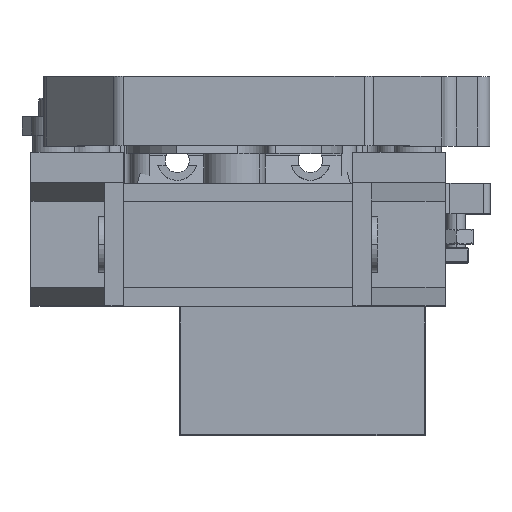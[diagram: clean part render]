
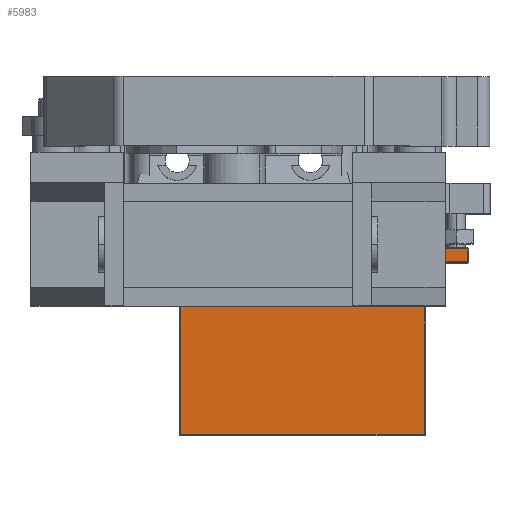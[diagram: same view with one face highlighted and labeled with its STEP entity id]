
A CAD part, top view. The second image highlights one B-rep face of the part: STEP entity #5983.
In plain terms, the highlighted face is planar.
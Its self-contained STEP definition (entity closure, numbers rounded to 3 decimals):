
#185 = DIRECTION ( 'NONE',  ( 0., -1., 0. ) ) ;
#406 = EDGE_CURVE ( 'NONE', #28529, #23589, #20381, .T. ) ;
#579 = VERTEX_POINT ( 'NONE', #30570 ) ;
#640 = VERTEX_POINT ( 'NONE', #29267 ) ;
#812 = VERTEX_POINT ( 'NONE', #1370 ) ;
#983 = CARTESIAN_POINT ( 'NONE',  ( -10., -35.8, -9. ) ) ;
#1164 = DIRECTION ( 'NONE',  ( 0., 0., -1. ) ) ;
#1370 = CARTESIAN_POINT ( 'NONE',  ( 19.8, -5.7, -9. ) ) ;
#1702 = CARTESIAN_POINT ( 'NONE',  ( 26.8, -2.75, -9. ) ) ;
#2001 = DIRECTION ( 'NONE',  ( 0., 1., 0. ) ) ;
#2678 = ORIENTED_EDGE ( 'NONE', *, *, #14715, .F. ) ;
#2699 = LINE ( 'NONE', #27239, #11754 ) ;
#2895 = CARTESIAN_POINT ( 'NONE',  ( 19.8, -35.8, -9. ) ) ;
#3132 = DIRECTION ( 'NONE',  ( 0., -1., 0. ) ) ;
#3170 = DIRECTION ( 'NONE',  ( 1., 0., 0. ) ) ;
#3295 = CARTESIAN_POINT ( 'NONE',  ( -19.8, 0., -9. ) ) ;
#3445 = CARTESIAN_POINT ( 'NONE',  ( -26.8, -2.75, -9. ) ) ;
#3947 = DIRECTION ( 'NONE',  ( -1., 0., 0. ) ) ;
#4818 = CARTESIAN_POINT ( 'NONE',  ( 1.75, -7.8, -9. ) ) ;
#5339 = ORIENTED_EDGE ( 'NONE', *, *, #406, .F. ) ;
#5721 = DIRECTION ( 'NONE',  ( -1., 0., 0. ) ) ;
#5983 = ADVANCED_FACE ( 'NONE', ( #20751 ), #25539, .T. ) ;
#6018 = LINE ( 'NONE', #8262, #19130 ) ;
#6235 = ORIENTED_EDGE ( 'NONE', *, *, #27208, .F. ) ;
#6944 = DIRECTION ( 'NONE',  ( 0., 1., 0. ) ) ;
#7271 = CARTESIAN_POINT ( 'NONE',  ( -19.8, -5.7, -9. ) ) ;
#7355 = LINE ( 'NONE', #4818, #8277 ) ;
#7782 = VECTOR ( 'NONE', #6944, 1000. ) ;
#8102 = LINE ( 'NONE', #20209, #19156 ) ;
#8157 = VECTOR ( 'NONE', #3132, 1000. ) ;
#8262 = CARTESIAN_POINT ( 'NONE',  ( -10., -0.2, -9. ) ) ;
#8277 = VECTOR ( 'NONE', #23943, 1000. ) ;
#8365 = ORIENTED_EDGE ( 'NONE', *, *, #19713, .F. ) ;
#8450 = DIRECTION ( 'NONE',  ( 1., 0., 0. ) ) ;
#9110 = CARTESIAN_POINT ( 'NONE',  ( -20., 0., -9. ) ) ;
#10023 = CARTESIAN_POINT ( 'NONE',  ( -26.8, -5.7, -9. ) ) ;
#11262 = CARTESIAN_POINT ( 'NONE',  ( 19.8, 0., -9. ) ) ;
#11741 = VERTEX_POINT ( 'NONE', #12925 ) ;
#11754 = VECTOR ( 'NONE', #24210, 1000. ) ;
#11833 = VERTEX_POINT ( 'NONE', #13399 ) ;
#12151 = AXIS2_PLACEMENT_3D ( 'NONE', #9110, #1164, #25693 ) ;
#12580 = ORIENTED_EDGE ( 'NONE', *, *, #13853, .F. ) ;
#12693 = VERTEX_POINT ( 'NONE', #14052 ) ;
#12925 = CARTESIAN_POINT ( 'NONE',  ( 26.8, -5.7, -9. ) ) ;
#13399 = CARTESIAN_POINT ( 'NONE',  ( 26.8, -7.8, -9. ) ) ;
#13735 = EDGE_CURVE ( 'NONE', #23589, #12693, #24960, .T. ) ;
#13817 = EDGE_CURVE ( 'NONE', #25602, #16695, #18258, .T. ) ;
#13853 = EDGE_CURVE ( 'NONE', #11741, #812, #26493, .T. ) ;
#14052 = CARTESIAN_POINT ( 'NONE',  ( -26.8, -7.8, -9. ) ) ;
#14584 = ORIENTED_EDGE ( 'NONE', *, *, #13735, .F. ) ;
#14715 = EDGE_CURVE ( 'NONE', #812, #640, #31001, .T. ) ;
#14962 = EDGE_LOOP ( 'NONE', ( #5339, #17393, #29640, #2678, #12580, #6235, #18554, #27960, #20896, #27102, #8365, #14584 ) ) ;
#15355 = VERTEX_POINT ( 'NONE', #2895 ) ;
#15712 = CARTESIAN_POINT ( 'NONE',  ( 1.75, -5.7, -9. ) ) ;
#15959 = CARTESIAN_POINT ( 'NONE',  ( -19.8, -35.8, -9. ) ) ;
#16695 = VERTEX_POINT ( 'NONE', #15959 ) ;
#16830 = LINE ( 'NONE', #1702, #7782 ) ;
#17393 = ORIENTED_EDGE ( 'NONE', *, *, #25286, .F. ) ;
#18095 = DIRECTION ( 'NONE',  ( -1., 0., 0. ) ) ;
#18258 = LINE ( 'NONE', #23200, #24446 ) ;
#18554 = ORIENTED_EDGE ( 'NONE', *, *, #24788, .F. ) ;
#18854 = VECTOR ( 'NONE', #18095, 1000. ) ;
#19130 = VECTOR ( 'NONE', #3947, 1000. ) ;
#19156 = VECTOR ( 'NONE', #3170, 1000. ) ;
#19304 = EDGE_CURVE ( 'NONE', #16695, #15355, #29972, .T. ) ;
#19643 = VECTOR ( 'NONE', #8450, 1000. ) ;
#19713 = EDGE_CURVE ( 'NONE', #12693, #25602, #8102, .T. ) ;
#19955 = VECTOR ( 'NONE', #5721, 1000. ) ;
#20209 = CARTESIAN_POINT ( 'NONE',  ( -21.75, -7.8, -9. ) ) ;
#20381 = LINE ( 'NONE', #30414, #19955 ) ;
#20751 = FACE_OUTER_BOUND ( 'NONE', #14962, .T. ) ;
#20896 = ORIENTED_EDGE ( 'NONE', *, *, #19304, .F. ) ;
#23200 = CARTESIAN_POINT ( 'NONE',  ( -19.8, 0., -9. ) ) ;
#23530 = EDGE_CURVE ( 'NONE', #15355, #579, #2699, .T. ) ;
#23589 = VERTEX_POINT ( 'NONE', #10023 ) ;
#23709 = CARTESIAN_POINT ( 'NONE',  ( -19.8, -7.8, -9. ) ) ;
#23905 = LINE ( 'NONE', #3295, #24053 ) ;
#23943 = DIRECTION ( 'NONE',  ( 1., 0., 0. ) ) ;
#24053 = VECTOR ( 'NONE', #185, 1000. ) ;
#24093 = DIRECTION ( 'NONE',  ( 0., -1., 0. ) ) ;
#24210 = DIRECTION ( 'NONE',  ( 0., 1., 0. ) ) ;
#24446 = VECTOR ( 'NONE', #24093, 1000. ) ;
#24788 = EDGE_CURVE ( 'NONE', #579, #11833, #7355, .T. ) ;
#24960 = LINE ( 'NONE', #3445, #8157 ) ;
#25286 = EDGE_CURVE ( 'NONE', #28783, #28529, #23905, .T. ) ;
#25539 = PLANE ( 'NONE',  #12151 ) ;
#25602 = VERTEX_POINT ( 'NONE', #23709 ) ;
#25693 = DIRECTION ( 'NONE',  ( 0., -1., 0. ) ) ;
#26493 = LINE ( 'NONE', #15712, #18854 ) ;
#27102 = ORIENTED_EDGE ( 'NONE', *, *, #13817, .F. ) ;
#27208 = EDGE_CURVE ( 'NONE', #11833, #11741, #16830, .T. ) ;
#27239 = CARTESIAN_POINT ( 'NONE',  ( 19.8, 0., -9. ) ) ;
#27960 = ORIENTED_EDGE ( 'NONE', *, *, #23530, .F. ) ;
#28529 = VERTEX_POINT ( 'NONE', #7271 ) ;
#28573 = VECTOR ( 'NONE', #2001, 1000. ) ;
#28783 = VERTEX_POINT ( 'NONE', #30356 ) ;
#29267 = CARTESIAN_POINT ( 'NONE',  ( 19.8, -0.2, -9. ) ) ;
#29640 = ORIENTED_EDGE ( 'NONE', *, *, #30728, .F. ) ;
#29972 = LINE ( 'NONE', #983, #19643 ) ;
#30356 = CARTESIAN_POINT ( 'NONE',  ( -19.8, -0.2, -9. ) ) ;
#30414 = CARTESIAN_POINT ( 'NONE',  ( -21.75, -5.7, -9. ) ) ;
#30570 = CARTESIAN_POINT ( 'NONE',  ( 19.8, -7.8, -9. ) ) ;
#30728 = EDGE_CURVE ( 'NONE', #640, #28783, #6018, .T. ) ;
#31001 = LINE ( 'NONE', #11262, #28573 ) ;
